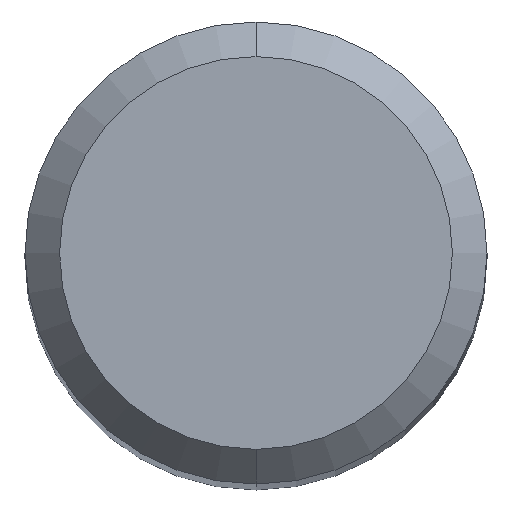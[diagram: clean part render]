
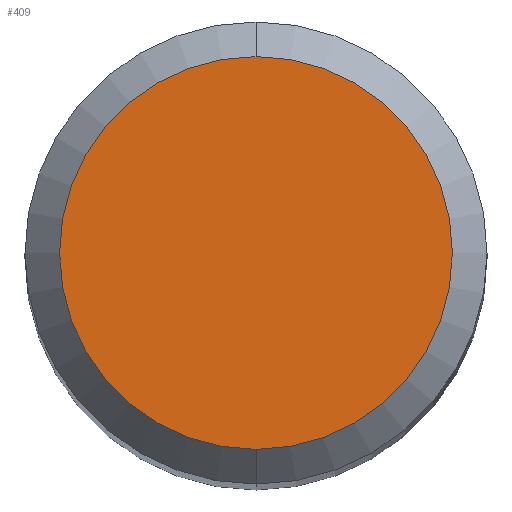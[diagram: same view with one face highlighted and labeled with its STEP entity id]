
A CAD part, top view. The second image highlights one B-rep face of the part: STEP entity #409.
In plain terms, the highlighted planar face has unit normal (0, 0, 1).
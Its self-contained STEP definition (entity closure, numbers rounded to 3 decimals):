
#409=ADVANCED_FACE('',(#1077),#1078,.T.);
#521=EDGE_CURVE('',#615,#599,#1198,.T.);
#543=EDGE_CURVE('',#599,#615,#1221,.T.);
#599=VERTEX_POINT('',#1286);
#615=VERTEX_POINT('',#1304);
#1077=FACE_OUTER_BOUND('',#1953,.T.);
#1078=PLANE('',#1954);
#1198=CIRCLE('',#2558,1.7);
#1221=CIRCLE('',#2592,1.7);
#1286=CARTESIAN_POINT('',(0.0,1.7,0.0));
#1304=CARTESIAN_POINT('',(0.,-1.7,0.0));
#1953=EDGE_LOOP('',(#4570,#4571));
#1954=AXIS2_PLACEMENT_3D('',#4572,#4573,#4574);
#2558=AXIS2_PLACEMENT_3D('',#4658,#4659,#4660);
#2592=AXIS2_PLACEMENT_3D('',#4684,#4685,#4686);
#4570=ORIENTED_EDGE('',*,*,#543,.F.);
#4571=ORIENTED_EDGE('',*,*,#521,.F.);
#4572=CARTESIAN_POINT('',(0.0,0.85,0.0));
#4573=DIRECTION('',(-0.0,0.0,1.0));
#4574=DIRECTION('',(0.0,-1.0,0.0));
#4658=CARTESIAN_POINT('',(0.0,0.0,0.0));
#4659=DIRECTION('',(0.0,0.0,-1.0));
#4660=DIRECTION('',(0.0,1.0,0.0));
#4684=CARTESIAN_POINT('',(0.0,0.0,0.0));
#4685=DIRECTION('',(0.0,0.0,-1.0));
#4686=DIRECTION('',(0.0,1.0,0.0));
